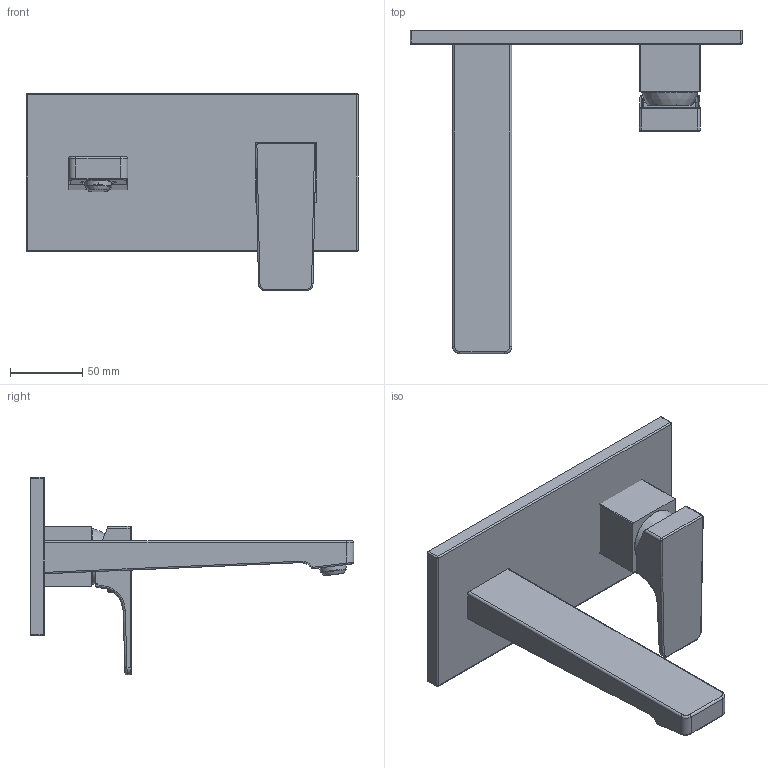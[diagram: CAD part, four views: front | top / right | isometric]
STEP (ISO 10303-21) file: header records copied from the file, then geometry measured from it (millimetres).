
FILE_DESCRIPTION(/* description */ (''),/* implementation_level */ '2;1');
FILE_NAME(/* name */ '3D_TVW125003000_ArchitecturaSquare.step',/* time_stamp */ '2023-01-11T15:22:06+01:00',/* author */ (''),/* organization */ (''),/* preprocessor_version */ 'ST-DEVELOPER v19.2',/* originating_system */ 'Autodesk Translation Framework v11.17.0.187',/* authorisation */ '');
FILE_SCHEMA (('AUTOMOTIVE_DESIGN { 1 0 10303 214 3 1 1 }'));
Length unit declared in the file: millimetre
Products named in the file (9): (Nicht gespeichert); 82T00364; 8ZG16363; 8MB008236_ASM; 80W008236; 80P35VEJ2; 80N16494; 80M24123NP2; Komponente8
Assembly tree (8 placements, depth 3):
  (Nicht gespeichert)
    82T00364
    8ZG16363
    8MB008236_ASM
      80W008236
    80P35VEJ2
    80N16494
    80M24123NP2
    Komponente8
Bounding box: 230 x 224 x 137.05 mm (x, y, z)
Volume: 515277.9 mm3; surface area: 114469.9 mm2
Topology: 5 solids, 8 shells, 167 faces, 388 edges, 239 vertices
Faces by surface type: cylinder 60, plane 59, bspline 22, torus 10, sphere 9, cone 7
Full cylindrical faces by diameter (mm): 4.2 x1, 5.1 x1, 5.2 x1, 5.5 x2, 23 x1, 25 x1, 30 x1, 30.8 x1
Entity records: 7108 total; most frequent: CARTESIAN_POINT 3023, DIRECTION 862, ORIENTED_EDGE 769, EDGE_CURVE 387, AXIS2_PLACEMENT_3D 334, VERTEX_POINT 239, LINE 194, VECTOR 194
